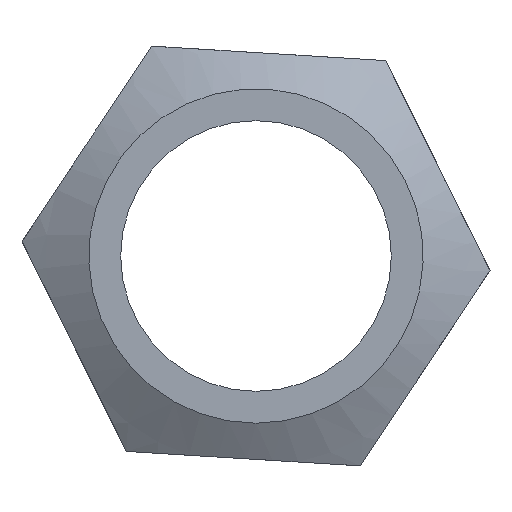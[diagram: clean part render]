
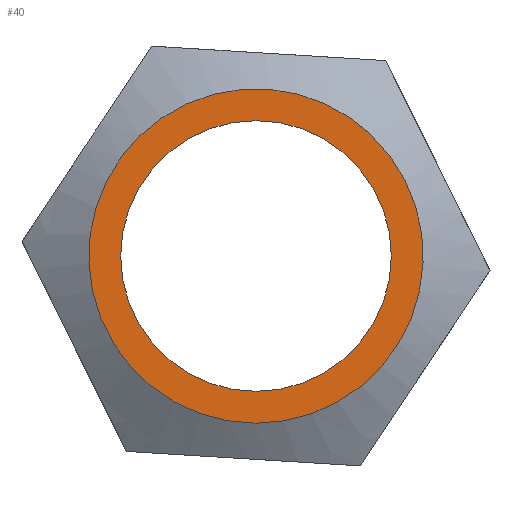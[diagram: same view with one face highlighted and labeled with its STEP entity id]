
A CAD part, left-side view. The second image highlights one B-rep face of the part: STEP entity #40.
In plain terms, the highlighted planar face has unit normal (-1, 0, 0).
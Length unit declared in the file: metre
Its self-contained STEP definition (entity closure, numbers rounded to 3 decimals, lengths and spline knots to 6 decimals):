
#40 = ADVANCED_FACE( '', ( #81, #82 ), #83, .T. );
#81 = FACE_BOUND( '', #122, .T. );
#82 = FACE_OUTER_BOUND( '', #123, .T. );
#83 = PLANE( '', #124 );
#122 = EDGE_LOOP( '', ( #175 ) );
#123 = EDGE_LOOP( '', ( #176 ) );
#124 = AXIS2_PLACEMENT_3D( '', #177, #178, #179 );
#175 = ORIENTED_EDGE( '', *, *, #247, .T. );
#176 = ORIENTED_EDGE( '', *, *, #248, .F. );
#177 = CARTESIAN_POINT( '', ( -0.0762, 2.864481, 1.496844 ) );
#178 = DIRECTION( '', ( -1., 0., 0. ) );
#179 = DIRECTION( '', ( 0., -1., 0. ) );
#247 = EDGE_CURVE( '', #289, #289, #290, .T. );
#248 = EDGE_CURVE( '', #291, #291, #292, .T. );
#289 = VERTEX_POINT( '', #371 );
#290 = CIRCLE( '', #372, 0.0127 );
#291 = VERTEX_POINT( '', #373 );
#292 = CIRCLE( '', #374, 0.015687 );
#371 = CARTESIAN_POINT( '', ( -0.0762, 2.881293, 1.480181 ) );
#372 = AXIS2_PLACEMENT_3D( '', #456, #457, #458 );
#373 = CARTESIAN_POINT( '', ( -0.0762, 2.881293, 1.477194 ) );
#374 = AXIS2_PLACEMENT_3D( '', #459, #460, #461 );
#456 = CARTESIAN_POINT( '', ( -0.0762, 2.881293, 1.492881 ) );
#457 = DIRECTION( '', ( 1., 0., 0. ) );
#458 = DIRECTION( '', ( 0., 0., -1. ) );
#459 = CARTESIAN_POINT( '', ( -0.0762, 2.881293, 1.492881 ) );
#460 = DIRECTION( '', ( 1., 0., 0. ) );
#461 = DIRECTION( '', ( 0., 0., -1. ) );
